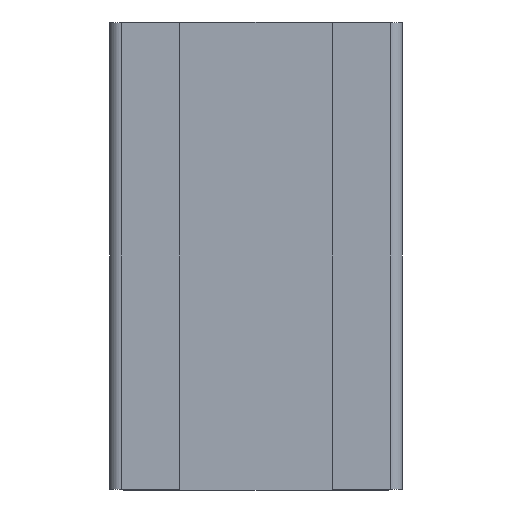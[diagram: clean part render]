
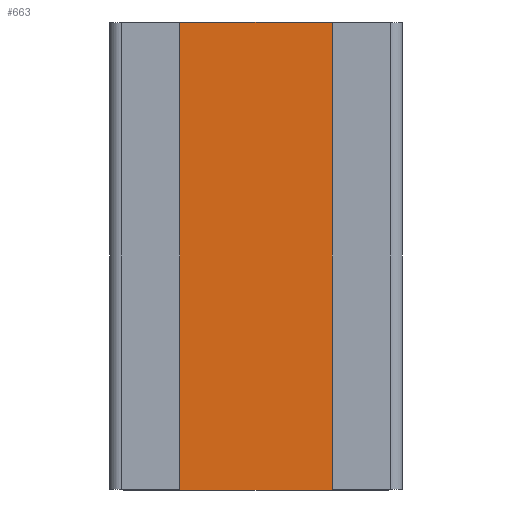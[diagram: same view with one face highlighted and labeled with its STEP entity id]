
A CAD part, front view. The second image highlights one B-rep face of the part: STEP entity #663.
In plain terms, the highlighted planar face has unit normal (0, -1, 0).
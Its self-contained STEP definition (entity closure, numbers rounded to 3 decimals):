
#10=DIRECTION('',(0.,0.,1.));
#11=VECTOR('',#10,1.995);
#12=CARTESIAN_POINT('',(-0.325,-0.215,-1.998));
#13=LINE('',#12,#11);
#14=DIRECTION('',(-1.,0.,0.));
#15=VECTOR('',#14,0.21);
#16=CARTESIAN_POINT('',(-0.325,-0.215,-0.003));
#17=LINE('',#16,#15);
#18=DIRECTION('',(0.,0.,1.));
#19=VECTOR('',#18,0.003);
#20=CARTESIAN_POINT('',(-0.535,-0.215,-0.003));
#21=LINE('',#20,#19);
#22=DIRECTION('',(1.,0.,0.));
#23=VECTOR('',#22,1.07);
#24=CARTESIAN_POINT('',(-0.535,-0.215,0.));
#25=LINE('',#24,#23);
#26=DIRECTION('',(0.,0.,1.));
#27=VECTOR('',#26,0.003);
#28=CARTESIAN_POINT('',(0.535,-0.215,-0.003));
#29=LINE('',#28,#27);
#30=DIRECTION('',(-1.,0.,0.));
#31=VECTOR('',#30,0.21);
#32=CARTESIAN_POINT('',(0.535,-0.215,-0.003));
#33=LINE('',#32,#31);
#34=DIRECTION('',(-1.,0.,0.));
#35=VECTOR('',#34,0.21);
#36=CARTESIAN_POINT('',(0.535,-0.215,-1.998));
#37=LINE('',#36,#35);
#38=DIRECTION('',(0.,0.,1.));
#39=VECTOR('',#38,0.003);
#40=CARTESIAN_POINT('',(0.535,-0.215,-2.));
#41=LINE('',#40,#39);
#42=DIRECTION('',(-1.,0.,0.));
#43=VECTOR('',#42,1.07);
#44=CARTESIAN_POINT('',(0.535,-0.215,-2.));
#45=LINE('',#44,#43);
#46=DIRECTION('',(0.,0.,1.));
#47=VECTOR('',#46,0.003);
#48=CARTESIAN_POINT('',(-0.535,-0.215,-2.));
#49=LINE('',#48,#47);
#50=DIRECTION('',(-1.,0.,0.));
#51=VECTOR('',#50,0.21);
#52=CARTESIAN_POINT('',(-0.325,-0.215,-1.998));
#53=LINE('',#52,#51);
#291=DIRECTION('',(0.,0.,1.));
#292=VECTOR('',#291,1.995);
#293=CARTESIAN_POINT('',(0.325,-0.215,-1.998));
#294=LINE('',#293,#292);
#482=CARTESIAN_POINT('',(0.535,-0.215,0.));
#484=VERTEX_POINT('',#482);
#487=CARTESIAN_POINT('',(0.535,-0.215,-2.));
#489=VERTEX_POINT('',#487);
#499=CARTESIAN_POINT('',(-0.535,-0.215,0.));
#501=VERTEX_POINT('',#499);
#502=CARTESIAN_POINT('',(-0.535,-0.215,-2.));
#504=VERTEX_POINT('',#502);
#510=CARTESIAN_POINT('',(0.535,-0.215,-1.998));
#511=VERTEX_POINT('',#510);
#512=CARTESIAN_POINT('',(0.535,-0.215,-0.003));
#513=VERTEX_POINT('',#512);
#518=CARTESIAN_POINT('',(-0.535,-0.215,-1.998));
#519=VERTEX_POINT('',#518);
#520=CARTESIAN_POINT('',(-0.535,-0.215,-0.003));
#521=VERTEX_POINT('',#520);
#522=CARTESIAN_POINT('',(-0.325,-0.215,-1.998));
#523=VERTEX_POINT('',#522);
#524=CARTESIAN_POINT('',(-0.325,-0.215,-0.003));
#525=VERTEX_POINT('',#524);
#526=CARTESIAN_POINT('',(0.325,-0.215,-1.998));
#527=CARTESIAN_POINT('',(0.325,-0.215,-0.003));
#528=VERTEX_POINT('',#526);
#529=VERTEX_POINT('',#527);
#633=CARTESIAN_POINT('',(0.565,-0.215,0.));
#634=DIRECTION('',(0.,1.,0.));
#635=DIRECTION('',(-1.,0.,0.));
#636=AXIS2_PLACEMENT_3D('',#633,#634,#635);
#637=PLANE('',#636);
#638=ORIENTED_EDGE('',*,*,#623,.T.);
#640=ORIENTED_EDGE('',*,*,#639,.T.);
#642=ORIENTED_EDGE('',*,*,#641,.T.);
#644=ORIENTED_EDGE('',*,*,#643,.T.);
#646=ORIENTED_EDGE('',*,*,#645,.F.);
#648=ORIENTED_EDGE('',*,*,#647,.T.);
#650=ORIENTED_EDGE('',*,*,#649,.F.);
#652=ORIENTED_EDGE('',*,*,#651,.F.);
#654=ORIENTED_EDGE('',*,*,#653,.F.);
#656=ORIENTED_EDGE('',*,*,#655,.T.);
#658=ORIENTED_EDGE('',*,*,#657,.T.);
#660=ORIENTED_EDGE('',*,*,#659,.F.);
#661=EDGE_LOOP('',(#638,#640,#642,#644,#646,#648,#650,#652,#654,#656,#658,
#660));
#662=FACE_OUTER_BOUND('',#661,.F.);
#623=EDGE_CURVE('',#523,#525,#13,.T.);
#639=EDGE_CURVE('',#525,#521,#17,.T.);
#641=EDGE_CURVE('',#521,#501,#21,.T.);
#643=EDGE_CURVE('',#501,#484,#25,.T.);
#645=EDGE_CURVE('',#513,#484,#29,.T.);
#647=EDGE_CURVE('',#513,#529,#33,.T.);
#649=EDGE_CURVE('',#528,#529,#294,.T.);
#651=EDGE_CURVE('',#511,#528,#37,.T.);
#653=EDGE_CURVE('',#489,#511,#41,.T.);
#655=EDGE_CURVE('',#489,#504,#45,.T.);
#657=EDGE_CURVE('',#504,#519,#49,.T.);
#659=EDGE_CURVE('',#523,#519,#53,.T.);
#663=ADVANCED_FACE('',(#662),#637,.F.);
